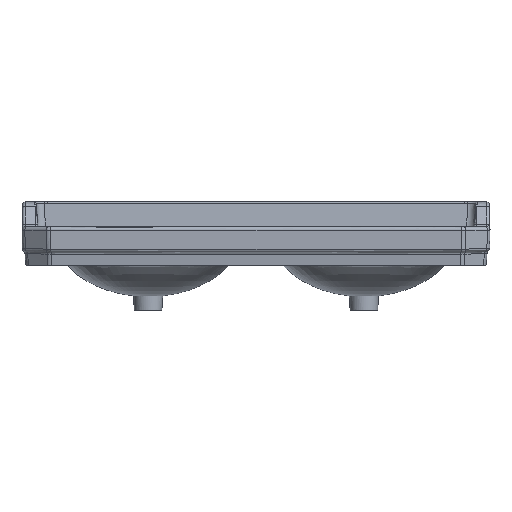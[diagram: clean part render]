
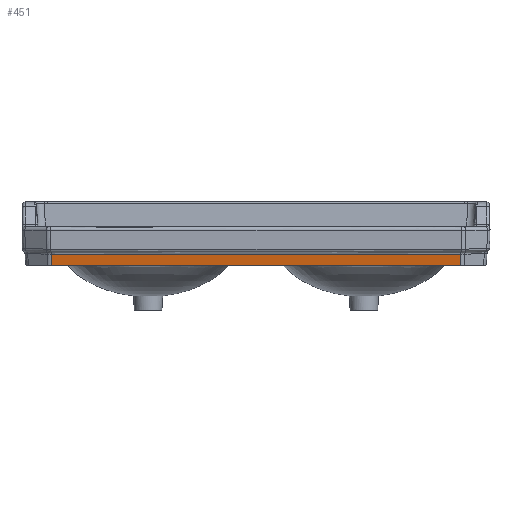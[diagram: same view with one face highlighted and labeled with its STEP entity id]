
A CAD part, front view. The second image highlights one B-rep face of the part: STEP entity #451.
In plain terms, the highlighted free-form (B-spline) face has degree [1, 3] with [2, 7] control points.
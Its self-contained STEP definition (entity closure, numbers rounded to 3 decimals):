
#141=(
BOUNDED_CURVE()
B_SPLINE_CURVE(3,(#83472,#83473,#83474,#83475,#83476,#83477,#83478,#83479,
#83480,#83481),.UNSPECIFIED.,.F.,.F.)
B_SPLINE_CURVE_WITH_KNOTS((4,3,3,4),(1.059,1.413,
1059.886,1060.24),.UNSPECIFIED.)
CURVE()
GEOMETRIC_REPRESENTATION_ITEM()
RATIONAL_B_SPLINE_CURVE((1.,1.,1.,1.,1.,1.,1.,1.,1.,1.))
REPRESENTATION_ITEM('')
);
#142=(
BOUNDED_CURVE()
B_SPLINE_CURVE(3,(#83545,#83546,#83547,#83548),.UNSPECIFIED.,.F.,.F.)
B_SPLINE_CURVE_WITH_KNOTS((4,4),(6.575,38.01),
 .UNSPECIFIED.)
CURVE()
GEOMETRIC_REPRESENTATION_ITEM()
RATIONAL_B_SPLINE_CURVE((1.,1.,1.,1.))
REPRESENTATION_ITEM('')
);
#144=(
BOUNDED_CURVE()
B_SPLINE_CURVE(1,(#83649,#83650),.UNSPECIFIED.,.F.,.F.)
B_SPLINE_CURVE_WITH_KNOTS((2,2),(0.,1123.639),.UNSPECIFIED.)
CURVE()
GEOMETRIC_REPRESENTATION_ITEM()
RATIONAL_B_SPLINE_CURVE((1.,1.))
REPRESENTATION_ITEM('')
);
#145=(
BOUNDED_CURVE()
B_SPLINE_CURVE(3,(#83651,#83652,#83653,#83654),.UNSPECIFIED.,.F.,.F.)
B_SPLINE_CURVE_WITH_KNOTS((4,4),(-38.01,-6.576),
 .UNSPECIFIED.)
CURVE()
GEOMETRIC_REPRESENTATION_ITEM()
RATIONAL_B_SPLINE_CURVE((1.,1.,1.,1.))
REPRESENTATION_ITEM('')
);
#285=(
BOUNDED_SURFACE()
B_SPLINE_SURFACE(1,3,((#50909,#50910,#50911,#50912,#50913,#50914,#50915),
(#50916,#50917,#50918,#50919,#50920,#50921,#50922)),.UNSPECIFIED.,.F.,.F.,
 .F.)
B_SPLINE_SURFACE_WITH_KNOTS((2,2),(4,3,4),(-1.124,1123.639),
(-38.01,-6.186,47.279),.UNSPECIFIED.)
GEOMETRIC_REPRESENTATION_ITEM()
RATIONAL_B_SPLINE_SURFACE(((1.,1.,1.,1.,1.,1.,1.),
(1.,1.,1.,1.,1.,1.,1.)))
REPRESENTATION_ITEM('')
SURFACE()
);
#451=ADVANCED_FACE('',(#650),#285,.T.);
#650=FACE_OUTER_BOUND('',#861,.T.);
#861=EDGE_LOOP('',(#1461,#1462,#1463,#1464));
#1461=ORIENTED_EDGE('',*,*,#2121,.T.);
#1462=ORIENTED_EDGE('',*,*,#2129,.T.);
#1463=ORIENTED_EDGE('',*,*,#2130,.T.);
#1464=ORIENTED_EDGE('',*,*,#2115,.F.);
#2115=EDGE_CURVE('',#2782,#2779,#141,.T.);
#2121=EDGE_CURVE('',#2782,#2786,#142,.T.);
#2129=EDGE_CURVE('',#2786,#2791,#144,.T.);
#2130=EDGE_CURVE('',#2791,#2779,#145,.T.);
#2779=VERTEX_POINT('',#78940);
#2782=VERTEX_POINT('',#78943);
#2786=VERTEX_POINT('',#78947);
#2791=VERTEX_POINT('',#78952);
#50909=CARTESIAN_POINT('',(933.871,-499.787,144.381));
#50910=CARTESIAN_POINT('',(933.843,-498.408,134.556));
#50911=CARTESIAN_POINT('',(933.807,-497.027,124.731));
#50912=CARTESIAN_POINT('',(933.762,-495.644,114.906));
#50913=CARTESIAN_POINT('',(933.688,-493.32,98.401));
#50914=CARTESIAN_POINT('',(933.613,-490.996,81.896));
#50915=CARTESIAN_POINT('',(933.539,-488.672,65.39));
#50916=CARTESIAN_POINT('',(1993.897,-499.787,144.38));
#50917=CARTESIAN_POINT('',(1993.925,-498.408,134.555));
#50918=CARTESIAN_POINT('',(1993.961,-497.027,124.731));
#50919=CARTESIAN_POINT('',(1994.006,-495.644,114.906));
#50920=CARTESIAN_POINT('',(1994.08,-493.32,98.401));
#50921=CARTESIAN_POINT('',(1994.154,-490.996,81.895));
#50922=CARTESIAN_POINT('',(1994.229,-488.672,65.39));
#78940=CARTESIAN_POINT('',(1994.004,-495.694,115.267));
#78943=CARTESIAN_POINT('',(934.823,-495.694,115.267));
#78947=CARTESIAN_POINT('',(934.93,-499.787,144.381));
#78952=CARTESIAN_POINT('',(1993.897,-499.787,144.38));
#83472=CARTESIAN_POINT('',(934.823,-495.694,115.267));
#83473=CARTESIAN_POINT('',(934.941,-495.694,115.267));
#83474=CARTESIAN_POINT('',(935.059,-495.694,115.267));
#83475=CARTESIAN_POINT('',(935.177,-495.694,115.267));
#83476=CARTESIAN_POINT('',(1288.001,-495.694,115.267));
#83477=CARTESIAN_POINT('',(1640.826,-495.694,115.267));
#83478=CARTESIAN_POINT('',(1993.65,-495.694,115.267));
#83479=CARTESIAN_POINT('',(1993.768,-495.694,115.267));
#83480=CARTESIAN_POINT('',(1993.886,-495.694,115.267));
#83481=CARTESIAN_POINT('',(1994.004,-495.694,115.267));
#83545=CARTESIAN_POINT('',(934.823,-495.694,115.267));
#83546=CARTESIAN_POINT('',(934.866,-497.061,124.971));
#83547=CARTESIAN_POINT('',(934.902,-498.425,134.676));
#83548=CARTESIAN_POINT('',(934.93,-499.787,144.381));
#83649=CARTESIAN_POINT('',(934.93,-499.787,144.381));
#83650=CARTESIAN_POINT('',(1993.897,-499.787,144.38));
#83651=CARTESIAN_POINT('',(1993.897,-499.787,144.38));
#83652=CARTESIAN_POINT('',(1993.925,-498.425,134.676));
#83653=CARTESIAN_POINT('',(1993.961,-497.06,124.971));
#83654=CARTESIAN_POINT('',(1994.004,-495.694,115.267));
